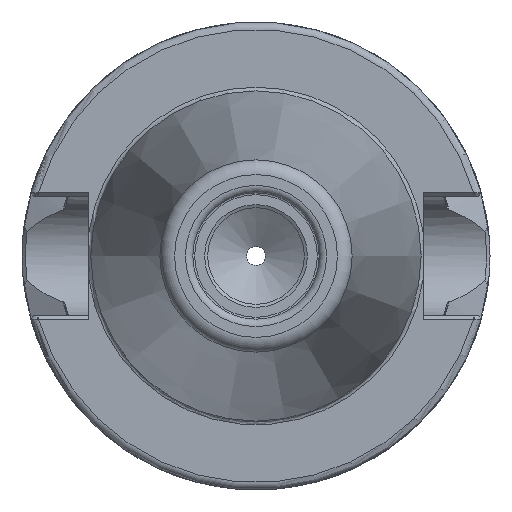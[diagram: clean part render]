
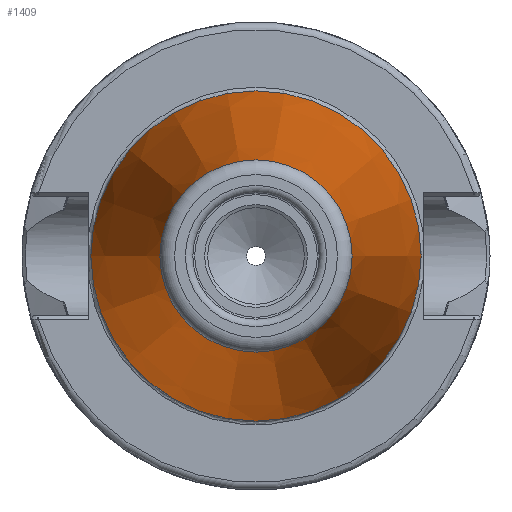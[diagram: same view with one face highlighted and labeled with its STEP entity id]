
A CAD part, left-side view. The second image highlights one B-rep face of the part: STEP entity #1409.
In plain terms, the highlighted conical face has half-angle 8.297 degrees and reference radius 17.581 mm.
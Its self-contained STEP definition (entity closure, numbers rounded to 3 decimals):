
#211=FACE_OUTER_BOUND('',#294,.T.);
#294=EDGE_LOOP('',(#1291,#1292,#1293,#1294,#1295,#1296,#1297));
#368=LINE('',#3082,#436);
#436=VECTOR('',#1961,17.581);
#521=CIRCLE('',#1578,12.937);
#522=CIRCLE('',#1579,12.937);
#523=CIRCLE('',#1580,12.937);
#525=CIRCLE('',#1583,22.225);
#526=CIRCLE('',#1584,22.225);
#675=VERTEX_POINT('',#3070);
#676=VERTEX_POINT('',#3071);
#677=VERTEX_POINT('',#3073);
#678=VERTEX_POINT('',#3078);
#679=VERTEX_POINT('',#3079);
#884=EDGE_CURVE('',#675,#676,#521,.T.);
#885=EDGE_CURVE('',#677,#675,#522,.T.);
#886=EDGE_CURVE('',#676,#677,#523,.T.);
#888=EDGE_CURVE('',#678,#679,#525,.T.);
#889=EDGE_CURVE('',#679,#678,#526,.T.);
#890=EDGE_CURVE('',#679,#677,#368,.T.);
#1291=ORIENTED_EDGE('',*,*,#888,.F.);
#1292=ORIENTED_EDGE('',*,*,#889,.F.);
#1293=ORIENTED_EDGE('',*,*,#890,.T.);
#1294=ORIENTED_EDGE('',*,*,#885,.T.);
#1295=ORIENTED_EDGE('',*,*,#884,.T.);
#1296=ORIENTED_EDGE('',*,*,#886,.T.);
#1297=ORIENTED_EDGE('',*,*,#890,.F.);
#1339=CONICAL_SURFACE('',#1582,17.581,0.145);
#1409=ADVANCED_FACE('',(#211),#1339,.T.);
#1578=AXIS2_PLACEMENT_3D('',#3072,#1947,#1948);
#1579=AXIS2_PLACEMENT_3D('',#3074,#1949,#1950);
#1580=AXIS2_PLACEMENT_3D('',#3075,#1951,#1952);
#1582=AXIS2_PLACEMENT_3D('',#3077,#1955,#1956);
#1583=AXIS2_PLACEMENT_3D('',#3080,#1957,#1958);
#1584=AXIS2_PLACEMENT_3D('',#3081,#1959,#1960);
#1947=DIRECTION('center_axis',(1.,0.,0.));
#1948=DIRECTION('ref_axis',(0.,0.,-1.));
#1949=DIRECTION('center_axis',(1.,0.,0.));
#1950=DIRECTION('ref_axis',(0.,0.,-1.));
#1951=DIRECTION('center_axis',(1.,0.,0.));
#1952=DIRECTION('ref_axis',(0.,0.,-1.));
#1955=DIRECTION('center_axis',(1.,0.,0.));
#1956=DIRECTION('ref_axis',(0.,1.,0.));
#1957=DIRECTION('center_axis',(1.,0.,0.));
#1958=DIRECTION('ref_axis',(0.,0.,-1.));
#1959=DIRECTION('center_axis',(1.,0.,0.));
#1960=DIRECTION('ref_axis',(0.,0.,-1.));
#1961=DIRECTION('',(-0.99,0.144,0.));
#3070=CARTESIAN_POINT('',(-63.689,12.937,0.));
#3071=CARTESIAN_POINT('',(-63.689,0.,12.937));
#3072=CARTESIAN_POINT('Origin',(-63.689,0.,
0.));
#3073=CARTESIAN_POINT('',(-63.689,-12.937,0.));
#3074=CARTESIAN_POINT('Origin',(-63.689,0.,
0.));
#3075=CARTESIAN_POINT('Origin',(-63.689,0.,
0.));
#3077=CARTESIAN_POINT('Origin',(-31.844,0.,
0.));
#3078=CARTESIAN_POINT('',(0.,22.225,0.));
#3079=CARTESIAN_POINT('',(0.,-22.225,0.));
#3080=CARTESIAN_POINT('Origin',(0.,0.,
0.));
#3081=CARTESIAN_POINT('Origin',(0.,0.,
0.));
#3082=CARTESIAN_POINT('',(-31.844,-17.581,0.));
